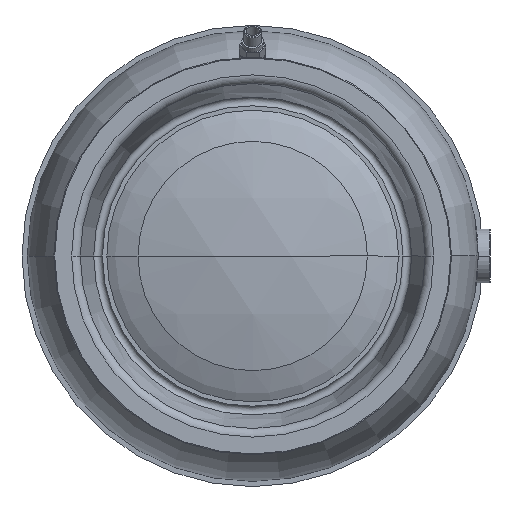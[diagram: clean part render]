
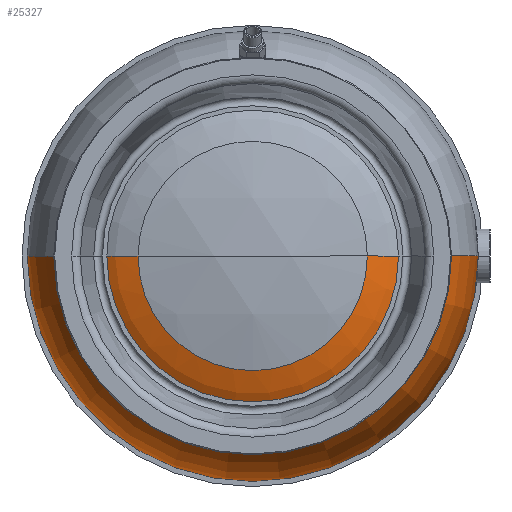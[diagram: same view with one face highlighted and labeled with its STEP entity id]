
A CAD part, front view. The second image highlights one B-rep face of the part: STEP entity #25327.
In plain terms, the highlighted toroidal (fillet/blend) face has major radius 86.987 mm and minor radius 168.013 mm.
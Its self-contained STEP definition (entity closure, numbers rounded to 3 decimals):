
#353 = DIRECTION ( 'NONE',  ( 0., 0., 1. ) ) ;
#1752 = CARTESIAN_POINT ( 'NONE',  ( 225., 236.363, -225. ) ) ;
#2473 = CARTESIAN_POINT ( 'NONE',  ( 480., 236.363, -225. ) ) ;
#3218 = CARTESIAN_POINT ( 'NONE',  ( -30., 236.363, -225. ) ) ;
#3383 = AXIS2_PLACEMENT_3D ( 'NONE', #21609, #24464, #20902 ) ;
#4072 = CARTESIAN_POINT ( 'NONE',  ( 95.278, 73.875, -225. ) ) ;
#5072 = EDGE_CURVE ( 'NONE', #6189, #5868, #10757, .T. ) ;
#5403 = DIRECTION ( 'NONE',  ( -0.254, -0.967, 0. ) ) ;
#5868 = VERTEX_POINT ( 'NONE', #4072 ) ;
#6189 = VERTEX_POINT ( 'NONE', #27456 ) ;
#6389 = FACE_OUTER_BOUND ( 'NONE', #28833, .T. ) ;
#7109 = DIRECTION ( 'NONE',  ( 1., 0., 0. ) ) ;
#7869 = CIRCLE ( 'NONE', #20401, 168.014 ) ;
#10757 = CIRCLE ( 'NONE', #3383, 129.722 ) ;
#10889 = CIRCLE ( 'NONE', #30922, 255. ) ;
#11199 = DIRECTION ( 'NONE',  ( 0.254, -0.967, 0. ) ) ;
#11369 = DIRECTION ( 'NONE',  ( 0., -1., 0. ) ) ;
#13262 = CARTESIAN_POINT ( 'NONE',  ( 138.014, 236.363, -225. ) ) ;
#13594 = DIRECTION ( 'NONE',  ( 0., 0., -1. ) ) ;
#14094 = ORIENTED_EDGE ( 'NONE', *, *, #5072, .T. ) ;
#16936 = DIRECTION ( 'NONE',  ( -1., 0., 0. ) ) ;
#17362 = ORIENTED_EDGE ( 'NONE', *, *, #18080, .F. ) ;
#18080 = EDGE_CURVE ( 'NONE', #24142, #25097, #10889, .T. ) ;
#19427 = CARTESIAN_POINT ( 'NONE',  ( 225., 236.363, -225. ) ) ;
#19475 = AXIS2_PLACEMENT_3D ( 'NONE', #19427, #11369, #16936 ) ;
#19813 = ORIENTED_EDGE ( 'NONE', *, *, #34816, .F. ) ;
#20401 = AXIS2_PLACEMENT_3D ( 'NONE', #13262, #13594, #5403 ) ;
#20902 = DIRECTION ( 'NONE',  ( 1., 0., 0. ) ) ;
#21609 = CARTESIAN_POINT ( 'NONE',  ( 225., 73.875, -225. ) ) ;
#21729 = TOROIDAL_SURFACE ( 'NONE', #19475, 86.986, 168.014 ) ;
#22626 = CARTESIAN_POINT ( 'NONE',  ( 311.986, 236.363, -225. ) ) ;
#22702 = EDGE_CURVE ( 'NONE', #5868, #25097, #7869, .T. ) ;
#24142 = VERTEX_POINT ( 'NONE', #2473 ) ;
#24464 = DIRECTION ( 'NONE',  ( 0., 1., 0. ) ) ;
#25097 = VERTEX_POINT ( 'NONE', #3218 ) ;
#25327 = ADVANCED_FACE ( 'NONE', ( #6389 ), #21729, .T. ) ;
#25873 = DIRECTION ( 'NONE',  ( 0., 1., 0. ) ) ;
#27456 = CARTESIAN_POINT ( 'NONE',  ( 354.722, 73.875, -225. ) ) ;
#28833 = EDGE_LOOP ( 'NONE', ( #14094, #29823, #17362, #19813 ) ) ;
#28899 = CIRCLE ( 'NONE', #30025, 168.014 ) ;
#29823 = ORIENTED_EDGE ( 'NONE', *, *, #22702, .T. ) ;
#30025 = AXIS2_PLACEMENT_3D ( 'NONE', #22626, #353, #11199 ) ;
#30922 = AXIS2_PLACEMENT_3D ( 'NONE', #1752, #25873, #7109 ) ;
#34816 = EDGE_CURVE ( 'NONE', #6189, #24142, #28899, .T. ) ;
